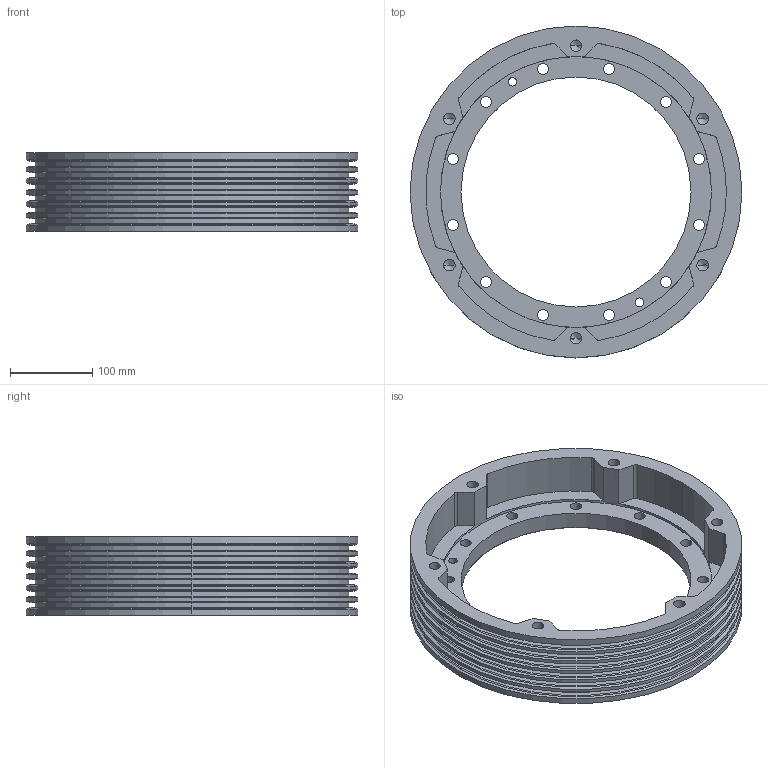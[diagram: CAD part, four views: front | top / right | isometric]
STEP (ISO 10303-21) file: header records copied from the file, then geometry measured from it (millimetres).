
FILE_DESCRIPTION (( 'STEP AP203' ), '1' );
FILE_NAME ('kvshll6.STEP', '2022-11-02T11:38:33', ( '' ), ( '' ), '', '', '' );
FILE_SCHEMA (( 'CONFIG_CONTROL_DESIGN' ));
Length unit declared in the file: millimetre
Products named in the file (1): kvshll6
Bounding box: 404 x 404 x 95 mm (x, y, z)
Volume: 2791632.5 mm3; surface area: 509857.6 mm2
Topology: 1 solids, 1 shells, 191 faces, 461 edges, 280 vertices
Faces by surface type: cylinder 91, cone 40, plane 34, torus 26
Entity records: 5692 total; most frequent: DIRECTION 1109, CARTESIAN_POINT 921, ORIENTED_EDGE 898, AXIS2_PLACEMENT_3D 468, EDGE_CURVE 449, VERTEX_POINT 280, CIRCLE 276, EDGE_LOOP 241
